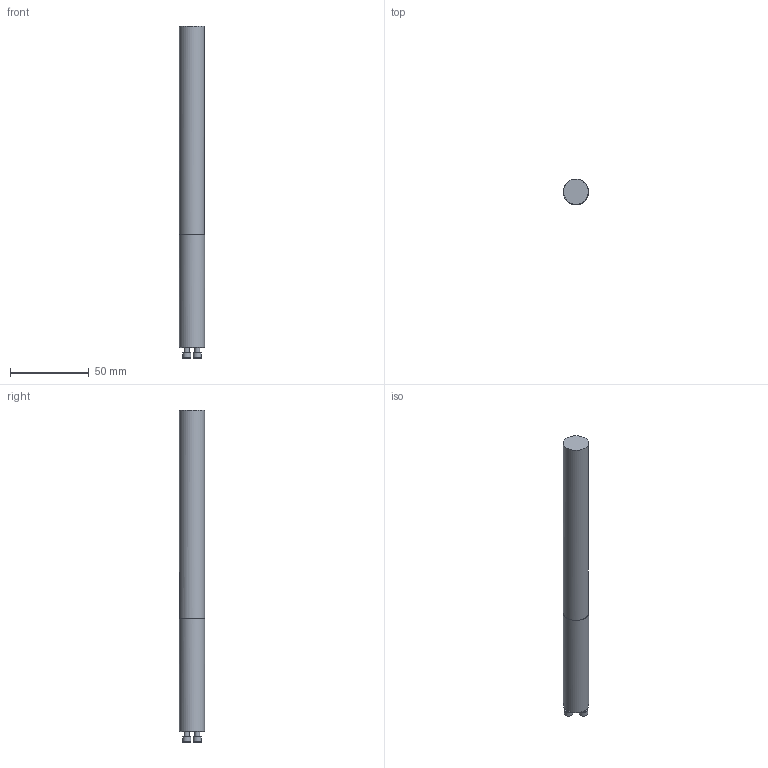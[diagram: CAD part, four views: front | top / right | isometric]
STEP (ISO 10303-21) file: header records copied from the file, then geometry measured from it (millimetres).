
FILE_DESCRIPTION(/* description */ (''),/* implementation_level */ '2;1');
FILE_NAME(/* name */ '1529071235453.stp',/* time_stamp */ '2018-06-15T16:00:41+02:00',/* author */ (''),/* organization */ ('SMS'),/* preprocessor_version */ 'ST-DEVELOPER v15',/* originating_system */ 'SIEMENS PLM Software NX 8.5',/* authorisation */ '');
FILE_SCHEMA (('AUTOMOTIVE_DESIGN { 1 0 10303 214 3 1 1 1 }'));
Length unit declared in the file: millimetre
Products named in the file (1): A570-3C_D10_08-16_CR
Bounding box: 16 x 16 x 210.35 mm (x, y, z)
Volume: 40823 mm3; surface area: 10988.9 mm2
Topology: 1 solids, 1 shells, 42 faces, 91 edges, 63 vertices
Faces by surface type: plane 30, cylinder 8, cone 4
Full cylindrical faces by diameter (mm): 3.175 x3, 5.2 x3, 15.875 x1, 16 x1
Entity records: 1103 total; most frequent: DIRECTION 186, CARTESIAN_POINT 178, ORIENTED_EDGE 148, EDGE_CURVE 74, AXIS2_PLACEMENT_3D 66, EDGE_LOOP 63, VERTEX_POINT 55, LINE 54
